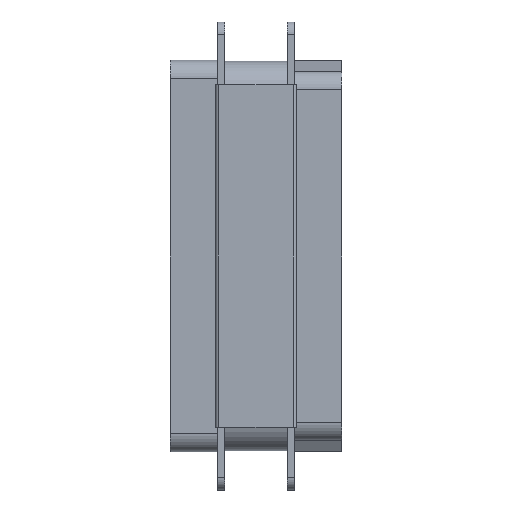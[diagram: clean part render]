
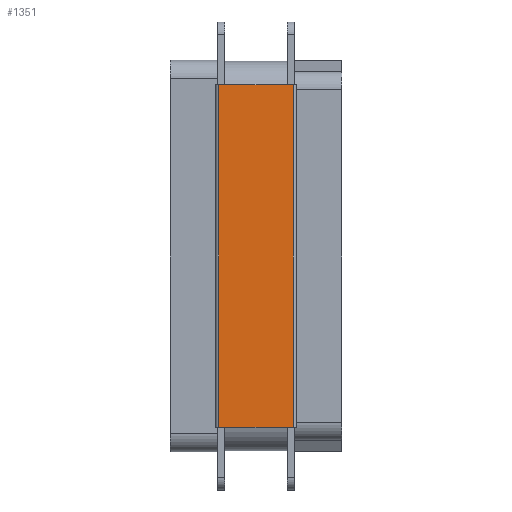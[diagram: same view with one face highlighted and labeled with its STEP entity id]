
A CAD part, left-side view. The second image highlights one B-rep face of the part: STEP entity #1351.
In plain terms, the highlighted planar face has unit normal (-1, 0, 0).
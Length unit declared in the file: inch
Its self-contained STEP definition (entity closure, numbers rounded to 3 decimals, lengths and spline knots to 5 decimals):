
#1200 = VERTEX_POINT ( 'NONE', #3895 ) ;
#1201 = EDGE_CURVE ( 'NONE', #1202, #1200, #3894, .T. ) ;
#1202 = VERTEX_POINT ( 'NONE', #3890 ) ;
#1351 = ADVANCED_FACE ( 'NONE', ( #4179 ), #4178, .F. ) ;
#1353 = ORIENTED_EDGE ( 'NONE', *, *, #1201, .T. ) ;
#1355 = VERTEX_POINT ( 'NONE', #4173 ) ;
#1360 = VERTEX_POINT ( 'NONE', #4227 ) ;
#1362 = EDGE_CURVE ( 'NONE', #1360, #1200, #4221, .T. ) ;
#1364 = EDGE_LOOP ( 'NONE', ( #1353, #1374, #1368, #2177 ) ) ;
#1365 = EDGE_CURVE ( 'NONE', #1355, #1360, #4217, .T. ) ;
#1367 = EDGE_CURVE ( 'NONE', #1355, #1202, #4208, .T. ) ;
#1368 = ORIENTED_EDGE ( 'NONE', *, *, #1365, .F. ) ;
#1374 = ORIENTED_EDGE ( 'NONE', *, *, #1362, .F. ) ;
#2177 = ORIENTED_EDGE ( 'NONE', *, *, #1367, .T. ) ;
#3890 = CARTESIAN_POINT ( 'NONE',  ( -0.335, -1.1, -0.24 ) ) ;
#3891 = DIRECTION ( 'NONE',  ( 0., 0., 1. ) ) ;
#3892 = VECTOR ( 'NONE', #3891, 39.37008 ) ;
#3893 = CARTESIAN_POINT ( 'NONE',  ( -0.335, -1.1, -0.24 ) ) ;
#3894 = LINE ( 'NONE', #3893, #3892 ) ;
#3895 = CARTESIAN_POINT ( 'NONE',  ( -0.335, -1.1, 0.24 ) ) ;
#4173 = CARTESIAN_POINT ( 'NONE',  ( -0.335, 1.1, -0.24 ) ) ;
#4174 = DIRECTION ( 'NONE',  ( 0., 0., -1. ) ) ;
#4175 = DIRECTION ( 'NONE',  ( 1., 0., 0. ) ) ;
#4176 = CARTESIAN_POINT ( 'NONE',  ( -0.335, 1.1, -0.24 ) ) ;
#4177 = AXIS2_PLACEMENT_3D ( 'NONE', #4176, #4175, #4174 ) ;
#4178 = PLANE ( 'NONE',  #4177 ) ;
#4179 = FACE_OUTER_BOUND ( 'NONE', #1364, .T. ) ;
#4205 = DIRECTION ( 'NONE',  ( 0., -1., 0. ) ) ;
#4206 = VECTOR ( 'NONE', #4205, 39.37008 ) ;
#4207 = CARTESIAN_POINT ( 'NONE',  ( -0.335, 1.1, -0.24 ) ) ;
#4208 = LINE ( 'NONE', #4207, #4206 ) ;
#4214 = DIRECTION ( 'NONE',  ( 0., 0., 1. ) ) ;
#4215 = VECTOR ( 'NONE', #4214, 39.37008 ) ;
#4216 = CARTESIAN_POINT ( 'NONE',  ( -0.335, 1.1, -0.24 ) ) ;
#4217 = LINE ( 'NONE', #4216, #4215 ) ;
#4218 = DIRECTION ( 'NONE',  ( 0., -1., 0. ) ) ;
#4219 = VECTOR ( 'NONE', #4218, 39.37008 ) ;
#4220 = CARTESIAN_POINT ( 'NONE',  ( -0.335, 1.1, 0.24 ) ) ;
#4221 = LINE ( 'NONE', #4220, #4219 ) ;
#4227 = CARTESIAN_POINT ( 'NONE',  ( -0.335, 1.1, 0.24 ) ) ;
